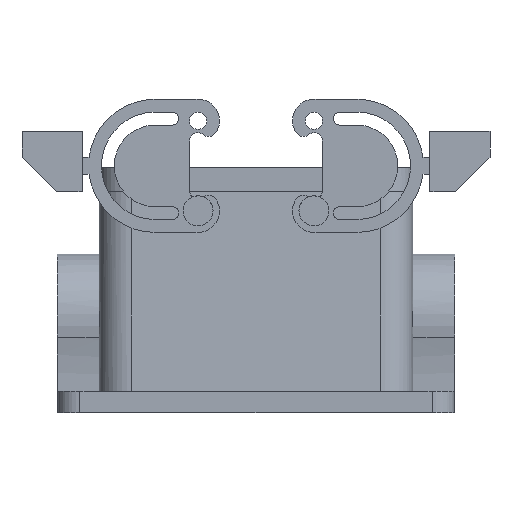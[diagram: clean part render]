
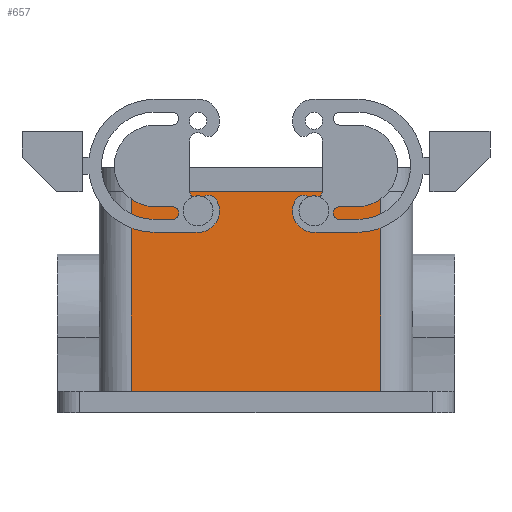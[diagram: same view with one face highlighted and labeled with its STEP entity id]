
A CAD part, left-side view. The second image highlights one B-rep face of the part: STEP entity #657.
In plain terms, the highlighted planar face has unit normal (-0.999, 0, 0.044).
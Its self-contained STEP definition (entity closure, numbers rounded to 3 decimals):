
#549=AXIS2_PLACEMENT_3D('Plane Axis2P3D',#546,#547,#548) ;
#546=CARTESIAN_POINT('Axis2P3D Location',(7.,54.5,51.5)) ;
#551=CARTESIAN_POINT('Line Origine',(5.919,25.5,26.75)) ;
#555=CARTESIAN_POINT('Vertex',(7.,25.5,51.5)) ;
#557=CARTESIAN_POINT('Vertex',(4.97,25.5,5.)) ;
#560=CARTESIAN_POINT('Line Origine',(7.,54.5,51.5)) ;
#564=CARTESIAN_POINT('Vertex',(7.,83.5,51.5)) ;
#567=CARTESIAN_POINT('Line Origine',(5.919,83.5,26.75)) ;
#571=CARTESIAN_POINT('Vertex',(4.97,83.5,5.)) ;
#574=CARTESIAN_POINT('Line Origine',(4.97,54.5,5.)) ;
#586=CARTESIAN_POINT('Control Point',(6.762,66.245,46.041)) ;
#587=CARTESIAN_POINT('Control Point',(6.742,66.49,45.592)) ;
#588=CARTESIAN_POINT('Control Point',(6.726,66.879,45.222)) ;
#589=CARTESIAN_POINT('Control Point',(6.716,67.379,44.991)) ;
#590=CARTESIAN_POINT('Control Point',(6.712,68.182,44.91)) ;
#591=CARTESIAN_POINT('Control Point',(6.725,68.908,45.19)) ;
#592=CARTESIAN_POINT('Control Point',(6.73,69.134,45.322)) ;
#593=CARTESIAN_POINT('Control Point',(6.751,69.715,45.803)) ;
#594=CARTESIAN_POINT('Control Point',(6.782,70.035,46.513)) ;
#595=CARTESIAN_POINT('Control Point',(6.805,70.092,47.031)) ;
#596=CARTESIAN_POINT('Control Point',(6.827,69.989,47.53)) ;
#597=CARTESIAN_POINT('Control Point',(6.845,69.755,47.959)) ;
#598=CARTESIAN_POINT('Vertex',(6.762,66.245,46.041)) ;
#600=CARTESIAN_POINT('Vertex',(6.845,69.755,47.959)) ;
#604=CARTESIAN_POINT('Control Point',(6.845,69.755,47.959)) ;
#605=CARTESIAN_POINT('Control Point',(6.865,69.51,48.408)) ;
#606=CARTESIAN_POINT('Control Point',(6.881,69.121,48.778)) ;
#607=CARTESIAN_POINT('Control Point',(6.891,68.621,49.009)) ;
#608=CARTESIAN_POINT('Control Point',(6.895,67.818,49.09)) ;
#609=CARTESIAN_POINT('Control Point',(6.883,67.092,48.81)) ;
#610=CARTESIAN_POINT('Control Point',(6.877,66.866,48.678)) ;
#611=CARTESIAN_POINT('Control Point',(6.856,66.285,48.197)) ;
#612=CARTESIAN_POINT('Control Point',(6.825,65.965,47.487)) ;
#613=CARTESIAN_POINT('Control Point',(6.802,65.908,46.969)) ;
#614=CARTESIAN_POINT('Control Point',(6.78,66.011,46.47)) ;
#615=CARTESIAN_POINT('Control Point',(6.762,66.245,46.041)) ;
#622=CARTESIAN_POINT('Control Point',(6.845,39.245,47.959)) ;
#623=CARTESIAN_POINT('Control Point',(6.865,39.49,48.408)) ;
#624=CARTESIAN_POINT('Control Point',(6.881,39.879,48.778)) ;
#625=CARTESIAN_POINT('Control Point',(6.891,40.379,49.009)) ;
#626=CARTESIAN_POINT('Control Point',(6.895,41.182,49.09)) ;
#627=CARTESIAN_POINT('Control Point',(6.883,41.908,48.81)) ;
#628=CARTESIAN_POINT('Control Point',(6.877,42.134,48.678)) ;
#629=CARTESIAN_POINT('Control Point',(6.856,42.715,48.197)) ;
#630=CARTESIAN_POINT('Control Point',(6.825,43.035,47.487)) ;
#631=CARTESIAN_POINT('Control Point',(6.802,43.092,46.969)) ;
#632=CARTESIAN_POINT('Control Point',(6.78,42.989,46.47)) ;
#633=CARTESIAN_POINT('Control Point',(6.762,42.755,46.041)) ;
#634=CARTESIAN_POINT('Vertex',(6.845,39.245,47.959)) ;
#636=CARTESIAN_POINT('Vertex',(6.762,42.755,46.041)) ;
#640=CARTESIAN_POINT('Control Point',(6.762,42.755,46.041)) ;
#641=CARTESIAN_POINT('Control Point',(6.742,42.51,45.592)) ;
#642=CARTESIAN_POINT('Control Point',(6.726,42.121,45.222)) ;
#643=CARTESIAN_POINT('Control Point',(6.716,41.621,44.991)) ;
#644=CARTESIAN_POINT('Control Point',(6.712,40.818,44.91)) ;
#645=CARTESIAN_POINT('Control Point',(6.725,40.092,45.19)) ;
#646=CARTESIAN_POINT('Control Point',(6.73,39.866,45.322)) ;
#647=CARTESIAN_POINT('Control Point',(6.751,39.285,45.803)) ;
#648=CARTESIAN_POINT('Control Point',(6.782,38.965,46.513)) ;
#649=CARTESIAN_POINT('Control Point',(6.805,38.908,47.031)) ;
#650=CARTESIAN_POINT('Control Point',(6.827,39.011,47.53)) ;
#651=CARTESIAN_POINT('Control Point',(6.845,39.245,47.959)) ;
#547=DIRECTION('Axis2P3D Direction',(-0.999,0.,0.044)) ;
#548=DIRECTION('Axis2P3D XDirection',(0.,1.,0.)) ;
#552=DIRECTION('Vector Direction',(-0.044,0.,-0.999)) ;
#561=DIRECTION('Vector Direction',(0.,1.,0.)) ;
#568=DIRECTION('Vector Direction',(-0.044,0.,-0.999)) ;
#575=DIRECTION('Vector Direction',(0.,1.,0.)) ;
#553=VECTOR('Line Direction',#552,1.) ;
#562=VECTOR('Line Direction',#561,1.) ;
#569=VECTOR('Line Direction',#568,1.) ;
#576=VECTOR('Line Direction',#575,1.) ;
#580=ORIENTED_EDGE('',*,*,#559,.F.) ;
#581=ORIENTED_EDGE('',*,*,#566,.T.) ;
#582=ORIENTED_EDGE('',*,*,#573,.F.) ;
#583=ORIENTED_EDGE('',*,*,#578,.F.) ;
#618=ORIENTED_EDGE('',*,*,#602,.T.) ;
#619=ORIENTED_EDGE('',*,*,#616,.T.) ;
#654=ORIENTED_EDGE('',*,*,#638,.F.) ;
#655=ORIENTED_EDGE('',*,*,#652,.F.) ;
#620=FACE_BOUND('',#617,.T.) ;
#656=FACE_BOUND('',#653,.T.) ;
#657=ADVANCED_FACE('Hauptk\X2\00F6\X0\rper',(#584,#620,#656),#550,.T.) ;
#585=B_SPLINE_CURVE_WITH_KNOTS('',5,(#586,#587,#588,#589,#590,#591,#592,#593,#594,#595,#596,#597),.UNSPECIFIED.,.F.,.U.,(6,3,3,6),(0.,3.62,5.436,8.89),.UNSPECIFIED.) ;
#603=B_SPLINE_CURVE_WITH_KNOTS('',5,(#604,#605,#606,#607,#608,#609,#610,#611,#612,#613,#614,#615),.UNSPECIFIED.,.F.,.U.,(6,3,3,6),(0.,3.62,5.436,8.89),.UNSPECIFIED.) ;
#621=B_SPLINE_CURVE_WITH_KNOTS('',5,(#622,#623,#624,#625,#626,#627,#628,#629,#630,#631,#632,#633),.UNSPECIFIED.,.F.,.U.,(6,3,3,6),(0.,3.62,5.436,8.89),.UNSPECIFIED.) ;
#639=B_SPLINE_CURVE_WITH_KNOTS('',5,(#640,#641,#642,#643,#644,#645,#646,#647,#648,#649,#650,#651),.UNSPECIFIED.,.F.,.U.,(6,3,3,6),(0.,3.62,5.436,8.89),.UNSPECIFIED.) ;
#559=EDGE_CURVE('',#556,#558,#554,.T.) ;
#566=EDGE_CURVE('',#556,#565,#563,.T.) ;
#573=EDGE_CURVE('',#572,#565,#570,.F.) ;
#578=EDGE_CURVE('',#558,#572,#577,.T.) ;
#602=EDGE_CURVE('',#599,#601,#585,.T.) ;
#616=EDGE_CURVE('',#601,#599,#603,.T.) ;
#638=EDGE_CURVE('',#635,#637,#621,.T.) ;
#652=EDGE_CURVE('',#637,#635,#639,.T.) ;
#579=EDGE_LOOP('',(#580,#581,#582,#583)) ;
#617=EDGE_LOOP('',(#618,#619)) ;
#653=EDGE_LOOP('',(#654,#655)) ;
#584=FACE_OUTER_BOUND('',#579,.T.) ;
#554=LINE('Line',#551,#553) ;
#563=LINE('Line',#560,#562) ;
#570=LINE('Line',#567,#569) ;
#577=LINE('Line',#574,#576) ;
#550=PLANE('',#549) ;
#556=VERTEX_POINT('',#555) ;
#558=VERTEX_POINT('',#557) ;
#565=VERTEX_POINT('',#564) ;
#572=VERTEX_POINT('',#571) ;
#599=VERTEX_POINT('',#598) ;
#601=VERTEX_POINT('',#600) ;
#635=VERTEX_POINT('',#634) ;
#637=VERTEX_POINT('',#636) ;
